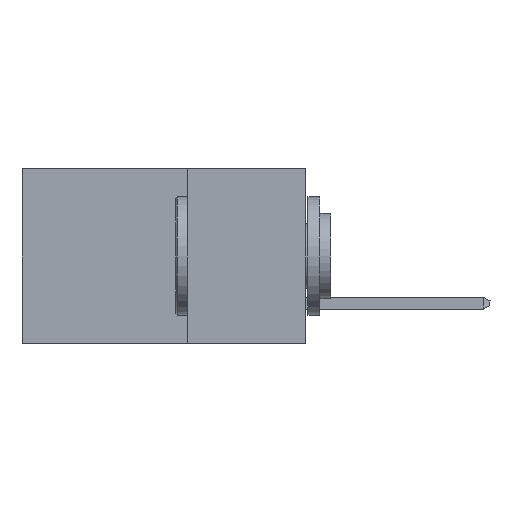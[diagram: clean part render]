
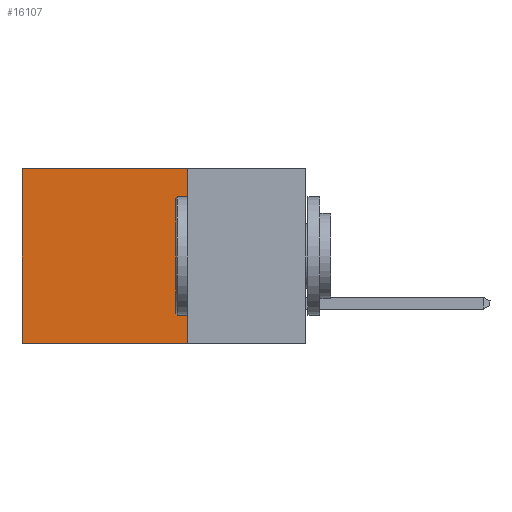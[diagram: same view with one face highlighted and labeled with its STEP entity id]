
A CAD part, left-side view. The second image highlights one B-rep face of the part: STEP entity #16107.
In plain terms, the highlighted planar face has unit normal (-1, 0, 0).
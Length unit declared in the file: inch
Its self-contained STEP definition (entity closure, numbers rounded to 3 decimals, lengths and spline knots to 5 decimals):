
#292 = EDGE_CURVE ( 'NONE', #7871, #19725, #1759, .T. ) ;
#541 = CARTESIAN_POINT ( 'NONE',  ( 0.2615, 0.6, 0. ) ) ;
#829 = VECTOR ( 'NONE', #1526, 39.37008 ) ;
#1198 = VECTOR ( 'NONE', #12014, 39.37008 ) ;
#1222 = DIRECTION ( 'NONE',  ( 1., 0., 0. ) ) ;
#1479 = CARTESIAN_POINT ( 'NONE',  ( 0.2615, 0.25, -0.37 ) ) ;
#1526 = DIRECTION ( 'NONE',  ( 0., 0., -1. ) ) ;
#1759 = LINE ( 'NONE', #21816, #5747 ) ;
#2565 = CARTESIAN_POINT ( 'NONE',  ( 0.2615, 0.25, -0.37 ) ) ;
#3081 = EDGE_LOOP ( 'NONE', ( #17335, #20822, #3537, #12656 ) ) ;
#3537 = ORIENTED_EDGE ( 'NONE', *, *, #14959, .F. ) ;
#4753 = FACE_OUTER_BOUND ( 'NONE', #3081, .T. ) ;
#5158 = LINE ( 'NONE', #22628, #1198 ) ;
#5747 = VECTOR ( 'NONE', #21667, 39.37008 ) ;
#7871 = VERTEX_POINT ( 'NONE', #541 ) ;
#7925 = VERTEX_POINT ( 'NONE', #16958 ) ;
#8974 = PLANE ( 'NONE',  #22239 ) ;
#9238 = CARTESIAN_POINT ( 'NONE',  ( 0.2615, 0.25, 0. ) ) ;
#10546 = VERTEX_POINT ( 'NONE', #2565 ) ;
#12014 = DIRECTION ( 'NONE',  ( 0., 1., 0. ) ) ;
#12656 = ORIENTED_EDGE ( 'NONE', *, *, #20775, .T. ) ;
#12820 = CARTESIAN_POINT ( 'NONE',  ( 0.2615, 0.25, -0.37 ) ) ;
#14655 = DIRECTION ( 'NONE',  ( 0., 0., -1. ) ) ;
#14959 = EDGE_CURVE ( 'NONE', #7925, #10546, #20700, .T. ) ;
#16107 = ADVANCED_FACE ( 'NONE', ( #4753 ), #8974, .F. ) ;
#16958 = CARTESIAN_POINT ( 'NONE',  ( 0.2615, 0.25, 0. ) ) ;
#17335 = ORIENTED_EDGE ( 'NONE', *, *, #292, .T. ) ;
#17618 = VECTOR ( 'NONE', #20128, 39.37008 ) ;
#18183 = LINE ( 'NONE', #9238, #17618 ) ;
#18639 = EDGE_CURVE ( 'NONE', #10546, #19725, #5158, .T. ) ;
#19725 = VERTEX_POINT ( 'NONE', #23819 ) ;
#20128 = DIRECTION ( 'NONE',  ( 0., 1., 0. ) ) ;
#20700 = LINE ( 'NONE', #1479, #829 ) ;
#20775 = EDGE_CURVE ( 'NONE', #7925, #7871, #18183, .T. ) ;
#20822 = ORIENTED_EDGE ( 'NONE', *, *, #18639, .F. ) ;
#21667 = DIRECTION ( 'NONE',  ( 0., 0., -1. ) ) ;
#21816 = CARTESIAN_POINT ( 'NONE',  ( 0.2615, 0.6, -0.37 ) ) ;
#22239 = AXIS2_PLACEMENT_3D ( 'NONE', #12820, #1222, #14655 ) ;
#22628 = CARTESIAN_POINT ( 'NONE',  ( 0.2615, 0.25, -0.37 ) ) ;
#23819 = CARTESIAN_POINT ( 'NONE',  ( 0.2615, 0.6, -0.37 ) ) ;
